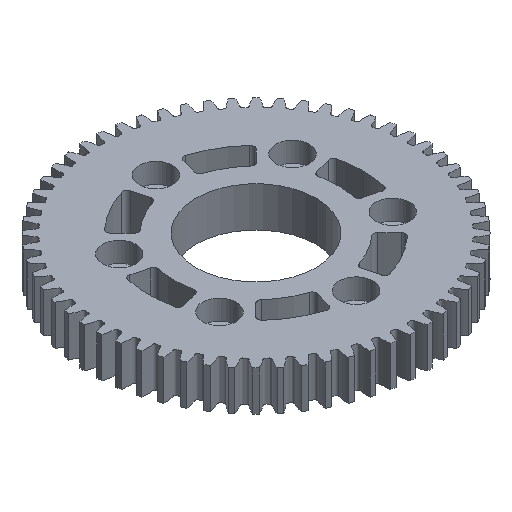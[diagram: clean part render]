
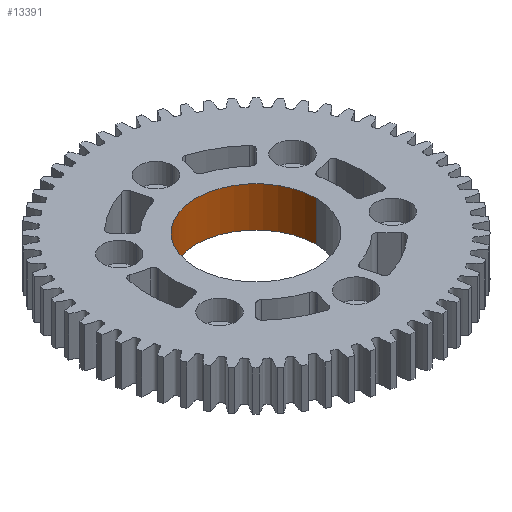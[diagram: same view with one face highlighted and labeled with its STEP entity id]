
A CAD part, isometric view. The second image highlights one B-rep face of the part: STEP entity #13391.
In plain terms, the highlighted cylindrical face has radius 14.306 mm (diameter 28.613 mm), a partial arc.
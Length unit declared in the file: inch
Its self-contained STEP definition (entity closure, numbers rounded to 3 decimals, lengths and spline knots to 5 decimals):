
#289 = DIRECTION ( 'NONE',  ( 1., 0., 0. ) ) ;
#1275 = FACE_OUTER_BOUND ( 'NONE', #7952, .T. ) ;
#2035 = EDGE_CURVE ( 'NONE', #18483, #5978, #17303, .T. ) ;
#2329 = ORIENTED_EDGE ( 'NONE', *, *, #2035, .T. ) ;
#3706 = CARTESIAN_POINT ( 'NONE',  ( 0.56325, 0., 0.1875 ) ) ;
#4062 = DIRECTION ( 'NONE',  ( 1., 0., 0. ) ) ;
#4658 = CARTESIAN_POINT ( 'NONE',  ( 0.56325, 0., 0.1875 ) ) ;
#5950 = CARTESIAN_POINT ( 'NONE',  ( 0., 0., 0.1875 ) ) ;
#5978 = VERTEX_POINT ( 'NONE', #9299 ) ;
#7952 = EDGE_LOOP ( 'NONE', ( #13078, #23824, #24415, #2329 ) ) ;
#8472 = VERTEX_POINT ( 'NONE', #12722 ) ;
#8642 = AXIS2_PLACEMENT_3D ( 'NONE', #23852, #12117, #289 ) ;
#9039 = DIRECTION ( 'NONE',  ( 0., 0., 1. ) ) ;
#9299 = CARTESIAN_POINT ( 'NONE',  ( -0.56325, 0., 0.1875 ) ) ;
#9687 = EDGE_CURVE ( 'NONE', #23767, #18483, #23702, .T. ) ;
#9846 = AXIS2_PLACEMENT_3D ( 'NONE', #5950, #23637, #4062 ) ;
#11155 = CYLINDRICAL_SURFACE ( 'NONE', #9846, 0.56325 ) ;
#11555 = CARTESIAN_POINT ( 'NONE',  ( 0., 0., -0.1875 ) ) ;
#12117 = DIRECTION ( 'NONE',  ( 0., 0., 1. ) ) ;
#12722 = CARTESIAN_POINT ( 'NONE',  ( -0.56325, 0., -0.1875 ) ) ;
#13078 = ORIENTED_EDGE ( 'NONE', *, *, #21088, .F. ) ;
#13391 = ADVANCED_FACE ( 'NONE', ( #1275 ), #11155, .F. ) ;
#13534 = DIRECTION ( 'NONE',  ( 1., 0., 0. ) ) ;
#16098 = EDGE_CURVE ( 'NONE', #23767, #8472, #19145, .T. ) ;
#17303 = CIRCLE ( 'NONE', #8642, 0.56325 ) ;
#18483 = VERTEX_POINT ( 'NONE', #4658 ) ;
#19002 = CARTESIAN_POINT ( 'NONE',  ( 0.56325, 0., -0.1875 ) ) ;
#19145 = CIRCLE ( 'NONE', #22069, 0.56325 ) ;
#20802 = DIRECTION ( 'NONE',  ( 0., 0., 1. ) ) ;
#20836 = LINE ( 'NONE', #22745, #21431 ) ;
#21088 = EDGE_CURVE ( 'NONE', #8472, #5978, #20836, .T. ) ;
#21431 = VECTOR ( 'NONE', #20802, 39.37008 ) ;
#22069 = AXIS2_PLACEMENT_3D ( 'NONE', #11555, #25234, #13534 ) ;
#22745 = CARTESIAN_POINT ( 'NONE',  ( -0.56325, 0., 0.1875 ) ) ;
#23106 = VECTOR ( 'NONE', #9039, 39.37008 ) ;
#23637 = DIRECTION ( 'NONE',  ( 0., 0., 1. ) ) ;
#23702 = LINE ( 'NONE', #3706, #23106 ) ;
#23767 = VERTEX_POINT ( 'NONE', #19002 ) ;
#23824 = ORIENTED_EDGE ( 'NONE', *, *, #16098, .F. ) ;
#23852 = CARTESIAN_POINT ( 'NONE',  ( 0., 0., 0.1875 ) ) ;
#24415 = ORIENTED_EDGE ( 'NONE', *, *, #9687, .T. ) ;
#25234 = DIRECTION ( 'NONE',  ( 0., 0., 1. ) ) ;
